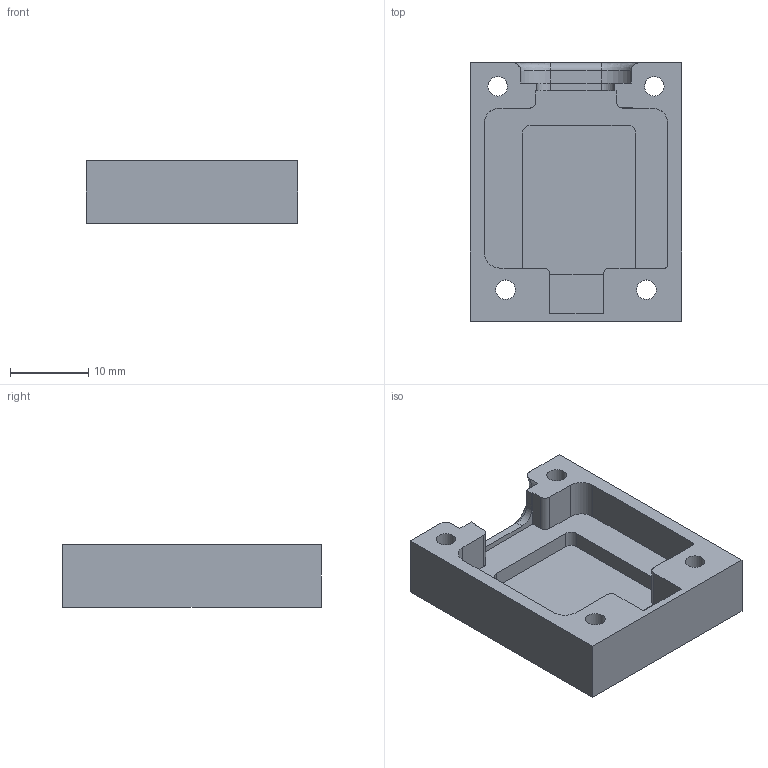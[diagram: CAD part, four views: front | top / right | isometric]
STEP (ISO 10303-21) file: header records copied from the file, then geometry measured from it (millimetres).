
FILE_DESCRIPTION(/* description */ (''),/* implementation_level */ '2;1');
FILE_NAME(/* name */ 'Lower.step',/* time_stamp */ '2021-01-17T23:52:20+08:00',/* author */ (''),/* organization */ (''),/* preprocessor_version */ 'ST-DEVELOPER v18.1',/* originating_system */ 'Autodesk Translation Framework v9.7.1.1290',/* authorisation */ '');
FILE_SCHEMA (('AUTOMOTIVE_DESIGN { 1 0 10303 214 3 1 1 }'));
Length unit declared in the file: millimetre
Products named in the file (1): 下盖
Bounding box: 27 x 33 x 8 mm (x, y, z)
Volume: 3358.1 mm3; surface area: 3590 mm2
Topology: 1 solids, 1 shells, 73 faces, 191 edges, 124 vertices
Faces by surface type: plane 40, cylinder 29, bspline 4
Full cylindrical faces by diameter (mm): 2.5 x4, 4 x4
Entity records: 2409 total; most frequent: CARTESIAN_POINT 507, DIRECTION 395, ORIENTED_EDGE 382, EDGE_CURVE 191, AXIS2_PLACEMENT_3D 136, VERTEX_POINT 124, LINE 123, VECTOR 123
